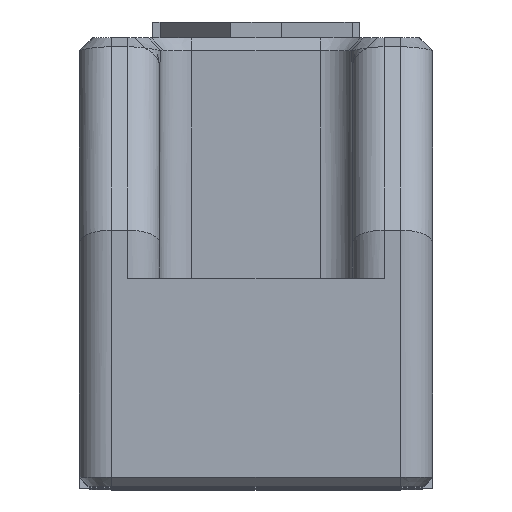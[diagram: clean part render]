
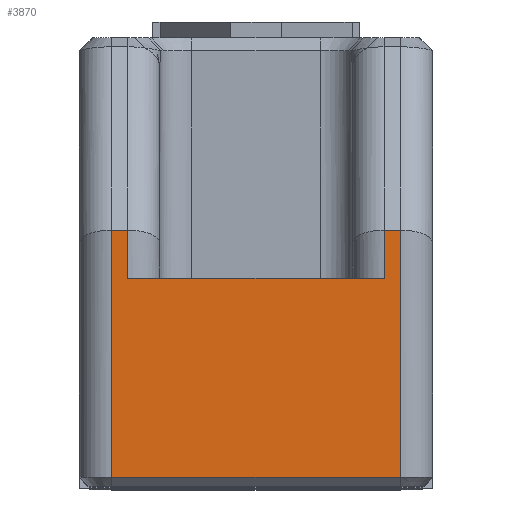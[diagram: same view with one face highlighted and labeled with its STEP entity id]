
A CAD part, top view. The second image highlights one B-rep face of the part: STEP entity #3870.
In plain terms, the highlighted planar face has unit normal (0, 0, 1).
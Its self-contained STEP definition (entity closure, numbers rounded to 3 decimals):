
#604=FACE_OUTER_BOUND('',#834,.T.);
#834=EDGE_LOOP('',(#3522,#3523,#3524,#3525,#3526,#3527,#3528,#3529));
#1014=LINE('',#6591,#1351);
#1022=LINE('',#6615,#1359);
#1062=LINE('',#6754,#1399);
#1150=LINE('',#7511,#1487);
#1158=LINE('',#7555,#1495);
#1161=LINE('',#7580,#1498);
#1164=LINE('',#7584,#1501);
#1176=LINE('',#7615,#1513);
#1351=VECTOR('',#4366,10.);
#1359=VECTOR('',#4392,10.);
#1399=VECTOR('',#4524,10.);
#1487=VECTOR('',#4714,10.);
#1495=VECTOR('',#4746,10.);
#1498=VECTOR('',#4757,10.);
#1501=VECTOR('',#4762,10.);
#1513=VECTOR('',#4808,10.);
#1741=VERTEX_POINT('',#6584);
#1743=VERTEX_POINT('',#6590);
#1750=VERTEX_POINT('',#6613);
#1794=VERTEX_POINT('',#6751);
#1795=VERTEX_POINT('',#6753);
#1865=VERTEX_POINT('',#7503);
#1867=VERTEX_POINT('',#7509);
#1873=VERTEX_POINT('',#7560);
#2195=EDGE_CURVE('',#1741,#1743,#1014,.T.);
#2208=EDGE_CURVE('',#1750,#1741,#1022,.T.);
#2273=EDGE_CURVE('',#1795,#1794,#1062,.T.);
#2401=EDGE_CURVE('',#1867,#1865,#1150,.T.);
#2414=EDGE_CURVE('',#1865,#1794,#1158,.T.);
#2419=EDGE_CURVE('',#1873,#1750,#1161,.T.);
#2422=EDGE_CURVE('',#1795,#1873,#1164,.T.);
#2437=EDGE_CURVE('',#1743,#1867,#1176,.T.);
#3522=ORIENTED_EDGE('',*,*,#2195,.F.);
#3523=ORIENTED_EDGE('',*,*,#2208,.F.);
#3524=ORIENTED_EDGE('',*,*,#2419,.F.);
#3525=ORIENTED_EDGE('',*,*,#2422,.F.);
#3526=ORIENTED_EDGE('',*,*,#2273,.T.);
#3527=ORIENTED_EDGE('',*,*,#2414,.F.);
#3528=ORIENTED_EDGE('',*,*,#2401,.F.);
#3529=ORIENTED_EDGE('',*,*,#2437,.F.);
#3655=PLANE('',#4084);
#3870=ADVANCED_FACE('',(#604),#3655,.T.);
#4084=AXIS2_PLACEMENT_3D('',#7616,#4809,#4810);
#4366=DIRECTION('',(-1.,0.,0.));
#4392=DIRECTION('',(0.,-1.,0.));
#4524=DIRECTION('',(-1.,0.,0.));
#4714=DIRECTION('',(1.,0.,0.));
#4746=DIRECTION('',(0.,-1.,0.));
#4757=DIRECTION('',(1.,0.,0.));
#4762=DIRECTION('',(0.,1.,0.));
#4808=DIRECTION('',(0.,1.,0.));
#4809=DIRECTION('center_axis',(0.,0.,1.));
#4810=DIRECTION('ref_axis',(0.,-1.,0.));
#6584=CARTESIAN_POINT('',(20.,-9.4,55.5));
#6590=CARTESIAN_POINT('',(2.,-9.4,55.5));
#6591=CARTESIAN_POINT('',(0.,-9.4,55.5));
#6613=CARTESIAN_POINT('',(20.,6.,55.5));
#6615=CARTESIAN_POINT('',(20.,11.,55.5));
#6751=CARTESIAN_POINT('',(3.,3.,55.5));
#6753=CARTESIAN_POINT('',(19.,3.,55.5));
#6754=CARTESIAN_POINT('',(5.5,3.,55.5));
#7503=CARTESIAN_POINT('',(3.,6.,55.5));
#7509=CARTESIAN_POINT('',(2.,6.,55.5));
#7511=CARTESIAN_POINT('',(0.,6.,55.5));
#7555=CARTESIAN_POINT('',(3.,18.,55.5));
#7560=CARTESIAN_POINT('',(19.,6.,55.5));
#7580=CARTESIAN_POINT('',(0.,6.,55.5));
#7584=CARTESIAN_POINT('',(19.,18.,55.5));
#7615=CARTESIAN_POINT('',(2.,11.,55.5));
#7616=CARTESIAN_POINT('Origin',(0.,18.,55.5));
